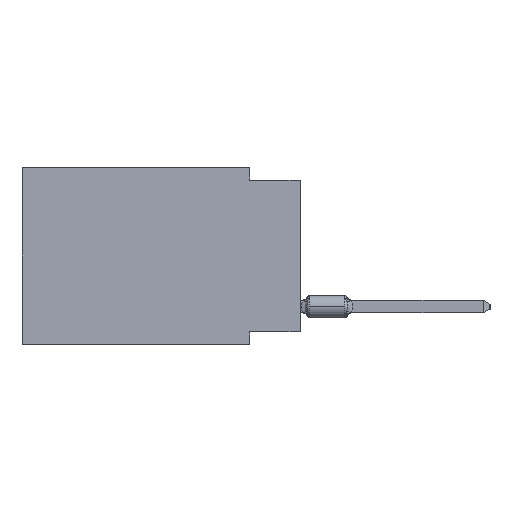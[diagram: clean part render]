
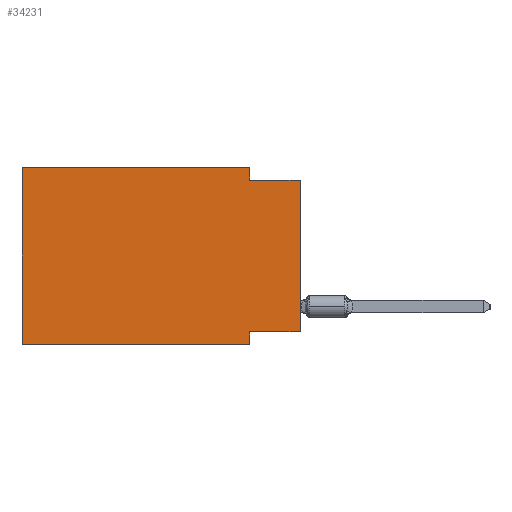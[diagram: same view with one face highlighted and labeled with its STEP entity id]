
A CAD part, left-side view. The second image highlights one B-rep face of the part: STEP entity #34231.
In plain terms, the highlighted planar face has unit normal (-1, 0, 0).
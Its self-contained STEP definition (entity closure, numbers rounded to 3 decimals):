
#241 = CARTESIAN_POINT ( 'NONE',  ( 0., 0., -8.255 ) ) ;
#789 = VERTEX_POINT ( 'NONE', #33843 ) ;
#1316 = PLANE ( 'NONE',  #19108 ) ;
#1904 = LINE ( 'NONE', #10441, #36312 ) ;
#2306 = EDGE_CURVE ( 'NONE', #50974, #26564, #37525, .T. ) ;
#2529 = CARTESIAN_POINT ( 'NONE',  ( 0., 0., -8.255 ) ) ;
#3201 = DIRECTION ( 'NONE',  ( 0., 0., 1. ) ) ;
#4825 = ORIENTED_EDGE ( 'NONE', *, *, #22817, .T. ) ;
#5202 = ORIENTED_EDGE ( 'NONE', *, *, #2306, .F. ) ;
#5306 = CARTESIAN_POINT ( 'NONE',  ( 0., 13.97, 0. ) ) ;
#5325 = DIRECTION ( 'NONE',  ( 0., 0., 1. ) ) ;
#5376 = LINE ( 'NONE', #37865, #7934 ) ;
#5899 = VECTOR ( 'NONE', #15164, 1000. ) ;
#6441 = DIRECTION ( 'NONE',  ( 0., -1., 0. ) ) ;
#6905 = LINE ( 'NONE', #50836, #5899 ) ;
#7018 = ORIENTED_EDGE ( 'NONE', *, *, #21207, .F. ) ;
#7934 = VECTOR ( 'NONE', #25877, 1000. ) ;
#8754 = EDGE_CURVE ( 'NONE', #20376, #49140, #1904, .T. ) ;
#8761 = LINE ( 'NONE', #241, #22487 ) ;
#8808 = EDGE_CURVE ( 'NONE', #789, #37786, #10703, .T. ) ;
#10441 = CARTESIAN_POINT ( 'NONE',  ( 0., 0., -0.635 ) ) ;
#10703 = LINE ( 'NONE', #26951, #43943 ) ;
#13038 = DIRECTION ( 'NONE',  ( 0., -1., 0. ) ) ;
#13840 = VECTOR ( 'NONE', #13038, 1000. ) ;
#15164 = DIRECTION ( 'NONE',  ( 0., 0., -1. ) ) ;
#17578 = DIRECTION ( 'NONE',  ( 1., 0., 0. ) ) ;
#17900 = DIRECTION ( 'NONE',  ( 0., 0., -1. ) ) ;
#18289 = ORIENTED_EDGE ( 'NONE', *, *, #8808, .F. ) ;
#19108 = AXIS2_PLACEMENT_3D ( 'NONE', #50319, #17578, #25825 ) ;
#20261 = CARTESIAN_POINT ( 'NONE',  ( 0., 13.97, 0. ) ) ;
#20321 = EDGE_LOOP ( 'NONE', ( #4825, #34661, #7018, #5202, #35762, #30457, #18289, #35508 ) ) ;
#20376 = VERTEX_POINT ( 'NONE', #38789 ) ;
#21207 = EDGE_CURVE ( 'NONE', #26564, #20376, #6905, .T. ) ;
#22368 = LINE ( 'NONE', #50056, #33948 ) ;
#22487 = VECTOR ( 'NONE', #25001, 1000. ) ;
#22817 = EDGE_CURVE ( 'NONE', #27215, #49140, #22368, .T. ) ;
#25001 = DIRECTION ( 'NONE',  ( 0., 1., 0. ) ) ;
#25825 = DIRECTION ( 'NONE',  ( 0., 0., -1. ) ) ;
#25877 = DIRECTION ( 'NONE',  ( 0., -1., 0. ) ) ;
#26564 = VERTEX_POINT ( 'NONE', #34725 ) ;
#26951 = CARTESIAN_POINT ( 'NONE',  ( 0., 2.54, -8.89 ) ) ;
#27215 = VERTEX_POINT ( 'NONE', #2529 ) ;
#27810 = CARTESIAN_POINT ( 'NONE',  ( 0., 13.97, -8.89 ) ) ;
#28236 = VECTOR ( 'NONE', #3201, 1000. ) ;
#28242 = CARTESIAN_POINT ( 'NONE',  ( 0., 13.97, 0. ) ) ;
#29568 = FACE_OUTER_BOUND ( 'NONE', #20321, .T. ) ;
#30457 = ORIENTED_EDGE ( 'NONE', *, *, #32622, .T. ) ;
#30759 = EDGE_CURVE ( 'NONE', #52089, #50974, #31702, .T. ) ;
#31580 = CARTESIAN_POINT ( 'NONE',  ( 0., 0., -0.635 ) ) ;
#31702 = LINE ( 'NONE', #28242, #28236 ) ;
#32622 = EDGE_CURVE ( 'NONE', #52089, #37786, #5376, .T. ) ;
#33843 = CARTESIAN_POINT ( 'NONE',  ( 0., 2.54, -8.255 ) ) ;
#33948 = VECTOR ( 'NONE', #5325, 1000. ) ;
#34231 = ADVANCED_FACE ( 'NONE', ( #29568 ), #1316, .F. ) ;
#34661 = ORIENTED_EDGE ( 'NONE', *, *, #8754, .F. ) ;
#34725 = CARTESIAN_POINT ( 'NONE',  ( 0., 2.54, 0. ) ) ;
#35508 = ORIENTED_EDGE ( 'NONE', *, *, #35523, .F. ) ;
#35523 = EDGE_CURVE ( 'NONE', #27215, #789, #8761, .T. ) ;
#35762 = ORIENTED_EDGE ( 'NONE', *, *, #30759, .F. ) ;
#36312 = VECTOR ( 'NONE', #6441, 1000. ) ;
#37525 = LINE ( 'NONE', #20261, #13840 ) ;
#37786 = VERTEX_POINT ( 'NONE', #48727 ) ;
#37865 = CARTESIAN_POINT ( 'NONE',  ( 0., 13.97, -8.89 ) ) ;
#38789 = CARTESIAN_POINT ( 'NONE',  ( 0., 2.54, -0.635 ) ) ;
#43943 = VECTOR ( 'NONE', #17900, 1000. ) ;
#48727 = CARTESIAN_POINT ( 'NONE',  ( 0., 2.54, -8.89 ) ) ;
#49140 = VERTEX_POINT ( 'NONE', #31580 ) ;
#50056 = CARTESIAN_POINT ( 'NONE',  ( 0., 0., 0. ) ) ;
#50319 = CARTESIAN_POINT ( 'NONE',  ( 0., 13.97, 0. ) ) ;
#50836 = CARTESIAN_POINT ( 'NONE',  ( 0., 2.54, 0. ) ) ;
#50974 = VERTEX_POINT ( 'NONE', #5306 ) ;
#52089 = VERTEX_POINT ( 'NONE', #27810 ) ;
